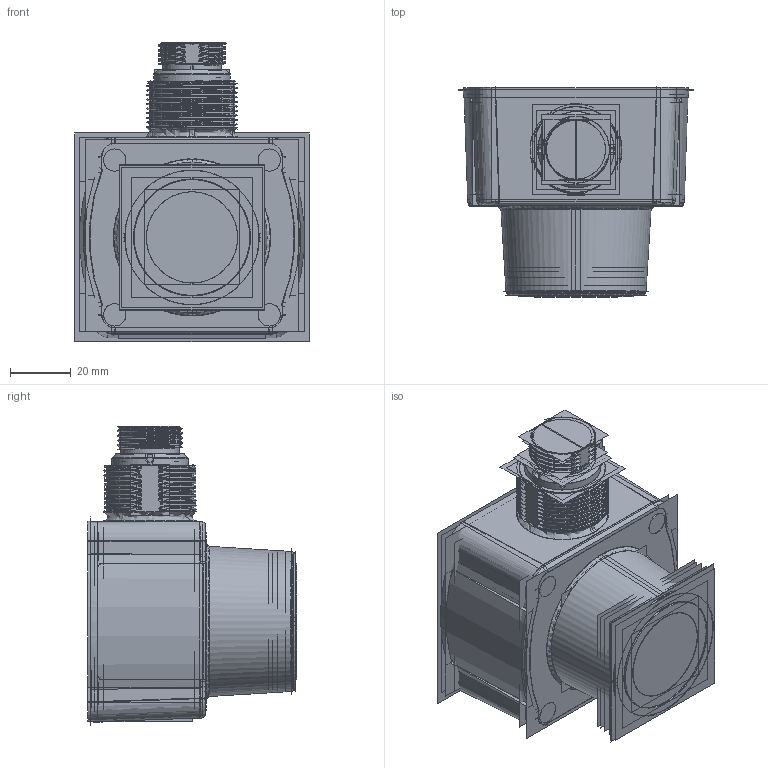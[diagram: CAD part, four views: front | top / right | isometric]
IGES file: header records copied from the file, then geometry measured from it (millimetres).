
Start section:  PTC IGES file: qt50u_asm.igs
Global section: file name: qt50u_asm.igs; native system: Creo Elements/Pro by Parametric Technology Corporation; preprocessor: 2012420; author: jrengel; organization: Unknown; date: 20130830.095800; units: inch
Bounding box: 77.01 x 68.93 x 98.51 mm (x, y, z)
Volume: 106544.3 mm3; surface area: 373200.3 mm2
Topology: 15 solids, 15 shells, 2350 faces, 12260 edges, 15490 vertices
Faces by surface type: bspline 1264, revolution 1086
